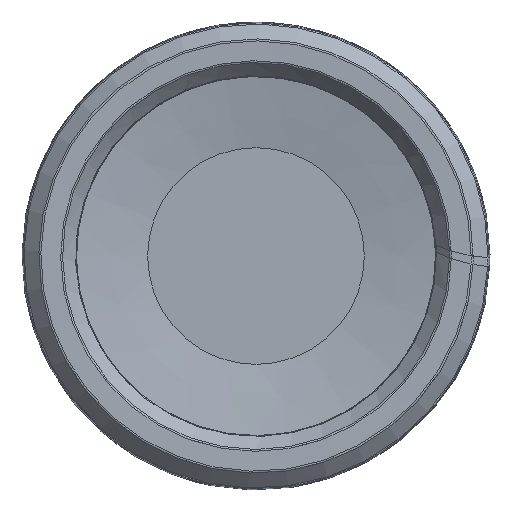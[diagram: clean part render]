
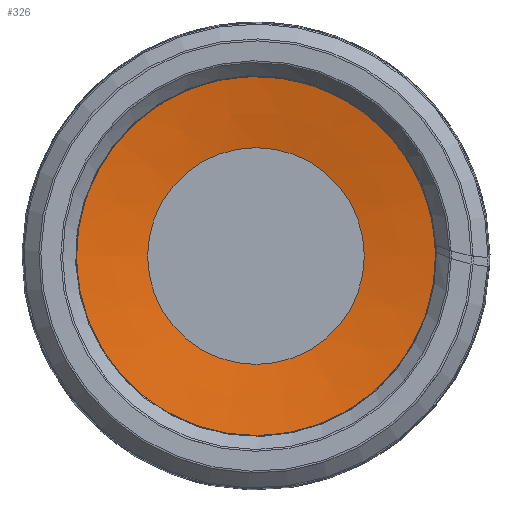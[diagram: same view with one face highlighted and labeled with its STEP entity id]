
A CAD part, left-side view. The second image highlights one B-rep face of the part: STEP entity #326.
In plain terms, the highlighted conical face has half-angle 80 degrees and reference radius 51.907 mm.
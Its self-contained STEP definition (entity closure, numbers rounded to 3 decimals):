
#60=CONICAL_SURFACE('',#949,51.907,80.);
#109=FACE_BOUND('',#453,.T.);
#110=FACE_BOUND('',#454,.T.);
#326=ADVANCED_FACE('',(#109,#110),#60,.F.);
#453=EDGE_LOOP('',(#692));
#454=EDGE_LOOP('',(#693));
#536=CIRCLE('',#946,51.907);
#537=CIRCLE('',#948,31.305);
#692=ORIENTED_EDGE('',*,*,#845,.F.);
#693=ORIENTED_EDGE('',*,*,#844,.T.);
#759=VERTEX_POINT('',#1876);
#760=VERTEX_POINT('',#1879);
#844=EDGE_CURVE('',#759,#759,#536,.T.);
#845=EDGE_CURVE('',#760,#760,#537,.T.);
#946=AXIS2_PLACEMENT_3D('',#1875,#1107,#1108);
#948=AXIS2_PLACEMENT_3D('',#1878,#1111,#1112);
#949=AXIS2_PLACEMENT_3D('',#1880,#1113,#1114);
#1107=DIRECTION('',(-1.,0.,0.));
#1108=DIRECTION('',(0.,-1.,0.));
#1111=DIRECTION('',(-1.,0.,0.));
#1112=DIRECTION('',(0.,-1.,0.));
#1113=DIRECTION('',(-1.,0.,0.));
#1114=DIRECTION('',(0.,-1.,0.));
#1875=CARTESIAN_POINT('',(5.,0.,0.));
#1876=CARTESIAN_POINT('',(5.,-51.907,0.));
#1878=CARTESIAN_POINT('',(8.633,0.,0.));
#1879=CARTESIAN_POINT('',(8.633,-31.306,0.));
#1880=CARTESIAN_POINT('',(5.,0.,0.));
